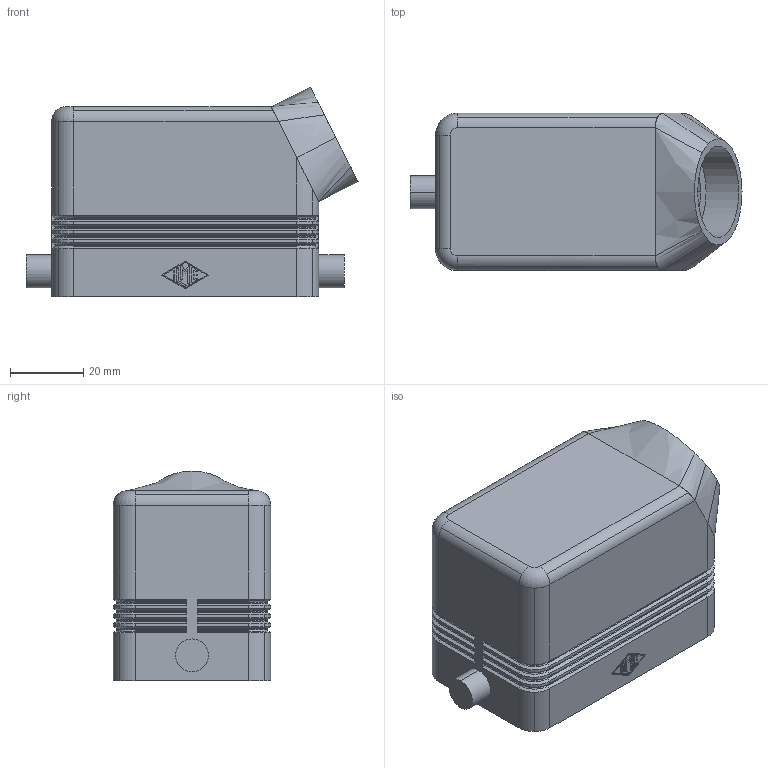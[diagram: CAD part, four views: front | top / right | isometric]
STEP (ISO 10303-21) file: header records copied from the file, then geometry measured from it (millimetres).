
FILE_DESCRIPTION(('Creo Elements/Direct Modeling STEP Export'),'2;1');
FILE_NAME('0ln7tug4dn553493184','2017-11-14T10:20:25',(''),(''),'PTC Creo Elements/Direct Modeling STEP processor for AP214 (Solid Model)','PTC Creo Elements/Direct Modeling 19.0E 27-Jun-2016 (C) Parametric Technology GmbH','');
FILE_SCHEMA(('AUTOMOTIVE_DESIGN { 1 0 10303 214 1 1 1 1 }'));
Length unit declared in the file: millimetre
Products named in the file (1): RHO_10_L25
Bounding box: 90.72 x 43 x 57.38 mm (x, y, z)
Volume: 51083.3 mm3; surface area: 29527.3 mm2
Topology: 1 solids, 1 shells, 460 faces, 1129 edges, 680 vertices
Faces by surface type: cylinder 212, plane 166, cone 40, torus 34, bspline 8
Entity records: 13914 total; most frequent: CARTESIAN_POINT 2814, DIRECTION 2477, ORIENTED_EDGE 2242, EDGE_CURVE 1121, AXIS2_PLACEMENT_3D 916, VERTEX_POINT 680, VECTOR 645, LINE 645
